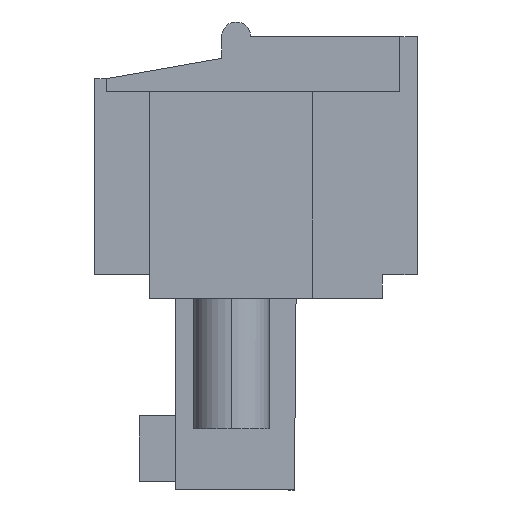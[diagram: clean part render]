
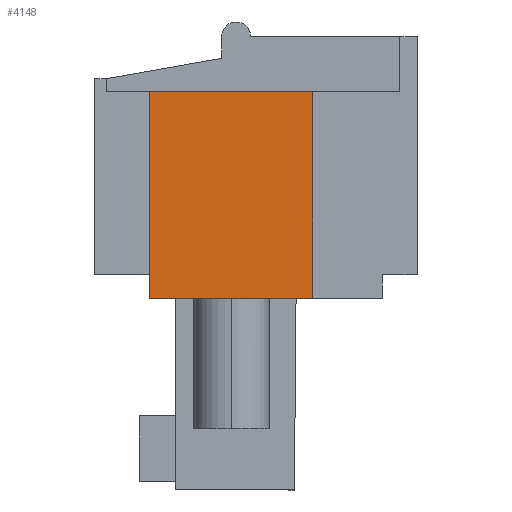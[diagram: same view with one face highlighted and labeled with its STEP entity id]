
A CAD part, left-side view. The second image highlights one B-rep face of the part: STEP entity #4148.
In plain terms, the highlighted planar face has unit normal (-1, 0, 0).
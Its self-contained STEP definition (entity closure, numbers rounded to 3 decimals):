
#4135=AXIS2_PLACEMENT_3D('Plane Axis2P3D',#4132,#4133,#4134) ;
#903=CARTESIAN_POINT('Vertex',(0.,3.6,6.6)) ;
#906=CARTESIAN_POINT('Line Origine',(0.,6.4,6.6)) ;
#910=CARTESIAN_POINT('Vertex',(0.,9.2,6.6)) ;
#2648=CARTESIAN_POINT('Line Origine',(0.,3.6,10.15)) ;
#2652=CARTESIAN_POINT('Vertex',(0.,3.6,13.7)) ;
#3230=CARTESIAN_POINT('Vertex',(0.,9.2,13.7)) ;
#3233=CARTESIAN_POINT('Line Origine',(0.,6.4,13.7)) ;
#4132=CARTESIAN_POINT('Axis2P3D Location',(0.,8.7,13.7)) ;
#4137=CARTESIAN_POINT('Line Origine',(0.,9.2,10.15)) ;
#907=DIRECTION('Vector Direction',(0.,-1.,0.)) ;
#2649=DIRECTION('Vector Direction',(0.,0.,-1.)) ;
#3234=DIRECTION('Vector Direction',(0.,-1.,0.)) ;
#4133=DIRECTION('Axis2P3D Direction',(1.,0.,0.)) ;
#4134=DIRECTION('Axis2P3D XDirection',(0.,-1.,0.)) ;
#4138=DIRECTION('Vector Direction',(0.,0.,-1.)) ;
#908=VECTOR('Line Direction',#907,1.) ;
#2650=VECTOR('Line Direction',#2649,1.) ;
#3235=VECTOR('Line Direction',#3234,1.) ;
#4139=VECTOR('Line Direction',#4138,1.) ;
#4143=ORIENTED_EDGE('',*,*,#4141,.T.) ;
#4144=ORIENTED_EDGE('',*,*,#912,.T.) ;
#4145=ORIENTED_EDGE('',*,*,#2654,.F.) ;
#4146=ORIENTED_EDGE('',*,*,#3237,.F.) ;
#4148=ADVANCED_FACE('HOUSING',(#4147),#4136,.F.) ;
#912=EDGE_CURVE('',#911,#904,#909,.T.) ;
#2654=EDGE_CURVE('',#2653,#904,#2651,.T.) ;
#3237=EDGE_CURVE('',#3231,#2653,#3236,.T.) ;
#4141=EDGE_CURVE('',#3231,#911,#4140,.T.) ;
#4142=EDGE_LOOP('',(#4143,#4144,#4145,#4146)) ;
#4147=FACE_OUTER_BOUND('',#4142,.T.) ;
#909=LINE('Line',#906,#908) ;
#2651=LINE('Line',#2648,#2650) ;
#3236=LINE('Line',#3233,#3235) ;
#4140=LINE('Line',#4137,#4139) ;
#4136=PLANE('',#4135) ;
#904=VERTEX_POINT('',#903) ;
#911=VERTEX_POINT('',#910) ;
#2653=VERTEX_POINT('',#2652) ;
#3231=VERTEX_POINT('',#3230) ;
